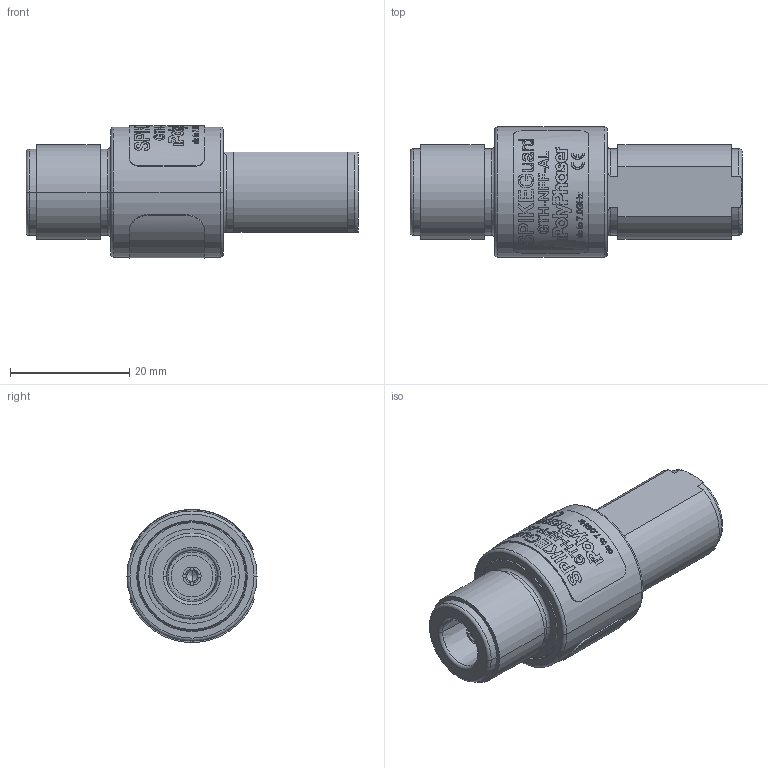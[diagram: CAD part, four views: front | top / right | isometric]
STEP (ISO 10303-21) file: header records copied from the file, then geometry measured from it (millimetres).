
FILE_DESCRIPTION (( 'STEP AP214' ), '1' );
FILE_NAME ('GTH-NFF-AL.STEP', '2019-07-30T18:59:50', ( '' ), ( '' ), 'SwSTEP 2.0', 'SolidWorks 2019', '' );
FILE_SCHEMA (( 'AUTOMOTIVE_DESIGN' ));
Length unit declared in the file: inch
Products named in the file (9): 2811-0020; 5800-0138; 9090-2071; 4035-0042; 7020-3386; 5800-0137; GTH-NFF-AL; 2003-1052_Curved 3; 7040-0062
Assembly tree (9 placements, depth 3):
  GTH-NFF-AL
    9090-2071
      5800-0138
      5800-0137
      7040-0062
      2811-0020  x2
      4035-0042
      7020-3386
      2003-1052_Curved 3
Bounding box: 55.75 x 21.84 x 22.31 mm (x, y, z)
Volume: 10751.5 mm3; surface area: 10377.5 mm2
Topology: 8 solids, 8 shells, 1249 faces, 3458 edges, 2282 vertices
Faces by surface type: bspline 522, plane 424, cylinder 231, cone 40, torus 32
Entity records: 67908 total; most frequent: CARTESIAN_POINT 29506, ORIENTED_EDGE 6868, DIRECTION 3824, EDGE_CURVE 3434, VERTEX_POINT 2270, B_SPLINE_CURVE_WITH_KNOTS 1792, AXIS2_PLACEMENT_3D 1452, EDGE_LOOP 1310
